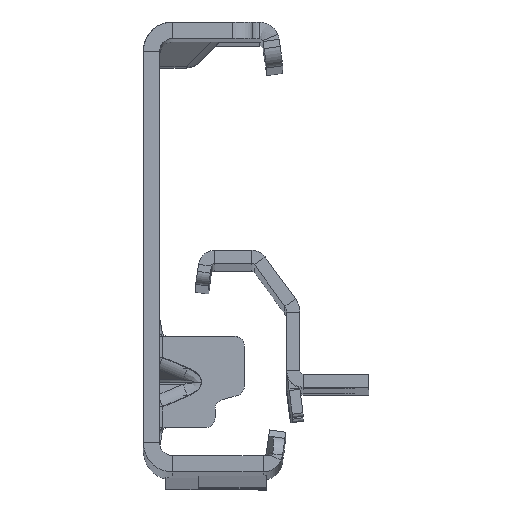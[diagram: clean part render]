
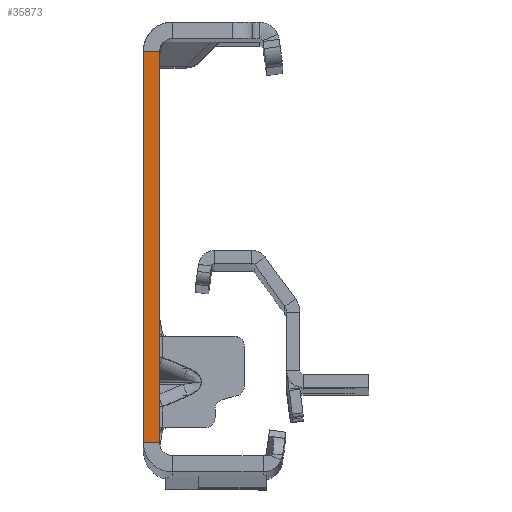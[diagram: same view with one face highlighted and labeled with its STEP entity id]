
A CAD part, top view. The second image highlights one B-rep face of the part: STEP entity #35873.
In plain terms, the highlighted planar face has unit normal (0, 0, 1).
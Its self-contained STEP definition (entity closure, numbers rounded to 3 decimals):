
#13 = EDGE_CURVE ( 'NONE', #7398, #26435, #34873, .T. ) ;
#1741 = ORIENTED_EDGE ( 'NONE', *, *, #15724, .F. ) ;
#2791 = CARTESIAN_POINT ( 'NONE',  ( 0., 30., 0. ) ) ;
#7398 = VERTEX_POINT ( 'NONE', #2791 ) ;
#7854 = VECTOR ( 'NONE', #33021, 1000. ) ;
#8762 = VECTOR ( 'NONE', #9200, 1000. ) ;
#9200 = DIRECTION ( 'NONE',  ( -1., 0., 0. ) ) ;
#10913 = EDGE_LOOP ( 'NONE', ( #41686, #40988, #48385, #1741 ) ) ;
#13261 = CARTESIAN_POINT ( 'NONE',  ( 0., -30., 0. ) ) ;
#14288 = CARTESIAN_POINT ( 'NONE',  ( 0., -30., 0. ) ) ;
#15101 = CARTESIAN_POINT ( 'NONE',  ( 0., -32., 0. ) ) ;
#15724 = EDGE_CURVE ( 'NONE', #31671, #35095, #28961, .T. ) ;
#16093 = FACE_OUTER_BOUND ( 'NONE', #10913, .T. ) ;
#16449 = EDGE_CURVE ( 'NONE', #7398, #31671, #49797, .T. ) ;
#19146 = DIRECTION ( 'NONE',  ( 0., 0., 1. ) ) ;
#25767 = AXIS2_PLACEMENT_3D ( 'NONE', #42713, #19146, #39629 ) ;
#26435 = VERTEX_POINT ( 'NONE', #27962 ) ;
#27241 = VECTOR ( 'NONE', #39655, 1000. ) ;
#27962 = CARTESIAN_POINT ( 'NONE',  ( -2.5, 30., 0. ) ) ;
#28961 = LINE ( 'NONE', #13261, #8762 ) ;
#30218 = LINE ( 'NONE', #36831, #7854 ) ;
#31671 = VERTEX_POINT ( 'NONE', #14288 ) ;
#33021 = DIRECTION ( 'NONE',  ( 0., -1., 0. ) ) ;
#33936 = VECTOR ( 'NONE', #45996, 1000. ) ;
#34873 = LINE ( 'NONE', #43485, #27241 ) ;
#35095 = VERTEX_POINT ( 'NONE', #40506 ) ;
#35873 = ADVANCED_FACE ( 'NONE', ( #16093 ), #42970, .T. ) ;
#36831 = CARTESIAN_POINT ( 'NONE',  ( -2.5, -32., 0. ) ) ;
#39629 = DIRECTION ( 'NONE',  ( 1., 0., 0. ) ) ;
#39655 = DIRECTION ( 'NONE',  ( -1., 0., 0. ) ) ;
#40506 = CARTESIAN_POINT ( 'NONE',  ( -2.5, -30., 0. ) ) ;
#40988 = ORIENTED_EDGE ( 'NONE', *, *, #13, .T. ) ;
#41686 = ORIENTED_EDGE ( 'NONE', *, *, #16449, .F. ) ;
#42713 = CARTESIAN_POINT ( 'NONE',  ( -2.5, -32., 0. ) ) ;
#42970 = PLANE ( 'NONE',  #25767 ) ;
#43485 = CARTESIAN_POINT ( 'NONE',  ( 0., 30., 0. ) ) ;
#45996 = DIRECTION ( 'NONE',  ( 0., -1., 0. ) ) ;
#48385 = ORIENTED_EDGE ( 'NONE', *, *, #48813, .T. ) ;
#48813 = EDGE_CURVE ( 'NONE', #26435, #35095, #30218, .T. ) ;
#49797 = LINE ( 'NONE', #15101, #33936 ) ;
